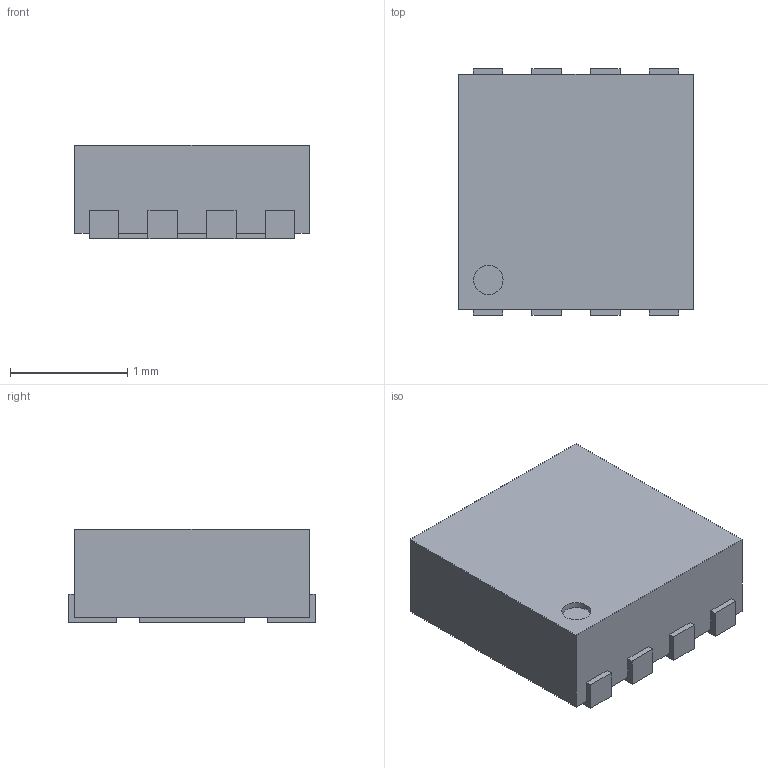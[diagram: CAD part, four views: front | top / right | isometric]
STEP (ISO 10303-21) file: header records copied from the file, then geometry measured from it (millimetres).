
FILE_DESCRIPTION( ( '' ), ' ' );
FILE_NAME( '58425656258a2c106ab17e56.step', '2016-12-03T05:21:27', ( '' ), ( '' ), ' ', ' ', ' ' );
FILE_SCHEMA( ( 'AUTOMOTIVE_DESIGN { 1 0 10303 214 1 1 1 1 }' ) );
Length unit declared in the file: metre
Products named in the file (1): Open CASCADE STEP translator 6.8 1
Bounding box: 2 x 2.1 x 0.8 mm (x, y, z)
Volume: 3.1 mm3; surface area: 15.2 mm2
Topology: 1 solids, 1 shells, 61 faces, 171 edges, 114 vertices
Faces by surface type: plane 60, cylinder 1
Full cylindrical faces by diameter (mm): 0.25 x1
Entity records: 3276 total; most frequent: CARTESIAN_POINT 346, ORIENTED_EDGE 340, DIRECTION 296, STYLED_ITEM 231, PRESENTATION_STYLE_ASSIGNMENT 231, COLOUR_RGB 231, EDGE_CURVE 170, CURVE_STYLE 170
